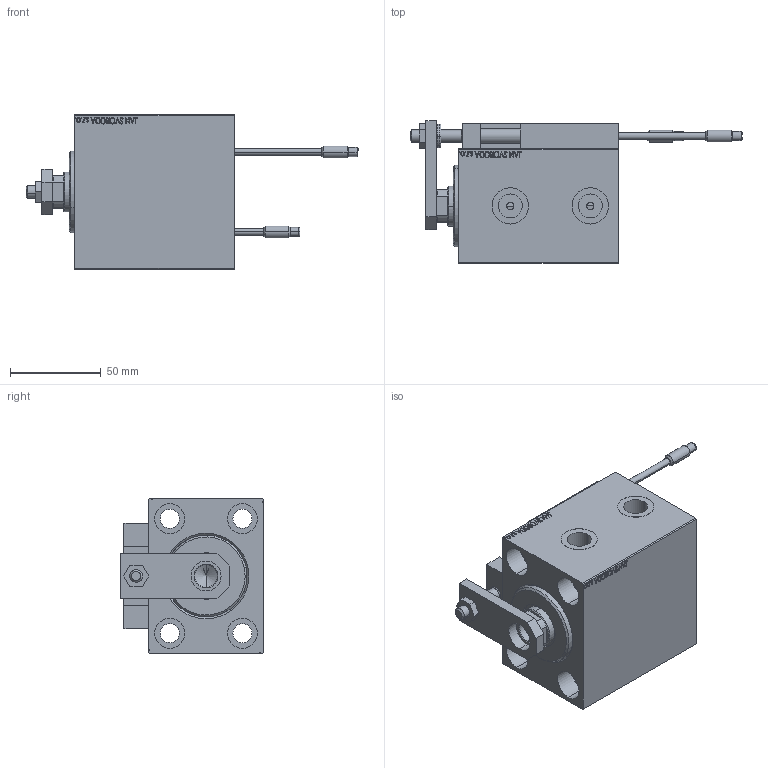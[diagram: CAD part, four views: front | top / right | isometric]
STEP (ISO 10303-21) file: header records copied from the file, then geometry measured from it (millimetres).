
FILE_DESCRIPTION (( 'STEP AP203' ), '1' );
FILE_NAME ('21f2.STEP', '2024-07-12T08:36:45', ( '' ), ( '' ), 'SwSTEP 2.0', 'SolidWorks 2019', '' );
FILE_SCHEMA (( 'CONFIG_CONTROL_DESIGN' ));
Length unit declared in the file: millimetre
Products named in the file (15): ALLEN BOLT D5 6c90a71a28fc78bbb4e99ad761b87f0b; V450CM_C_VCP 6c90a71a28fc78bbb4e99ad761b87f0b; Block 6c90a71a28fc78bbb4e99ad761b87f0b; SWITCH DIM B,W 6c90a71a28fc78bbb4e99ad761b87f0b; V450CM_VC_B 6c90a71a28fc78bbb4e99ad761b87f0b; SWITCH X 6c90a71a28fc78bbb4e99ad761b87f0b; SWITCH_X_FRONT_BACK 6c90a71a28fc78bbb4e99ad761b87f0b; NUT_D12 6c90a71a28fc78bbb4e99ad761b87f0b; ZARAZKA 6c90a71a28fc78bbb4e99ad761b87f0b; ALLEN BOLT D8 6c90a71a28fc78bbb4e99ad761b87f0b; V450CM_C_Body 6c90a71a28fc78bbb4e99ad761b87f0b; KONCOVKA_Y 6c90a71a28fc78bbb4e99ad761b87f0b; TYC_L79 6c90a71a28fc78bbb4e99ad761b87f0b; MAGNET 6c90a71a28fc78bbb4e99ad761b87f0b; 21f2
Assembly tree (24 placements, depth 3):
  21f2
    V450CM_C_Body 6c90a71a28fc78bbb4e99ad761b87f0b
    SWITCH X 6c90a71a28fc78bbb4e99ad761b87f0b
      SWITCH_X_FRONT_BACK 6c90a71a28fc78bbb4e99ad761b87f0b  x2
      TYC_L79 6c90a71a28fc78bbb4e99ad761b87f0b
      Block 6c90a71a28fc78bbb4e99ad761b87f0b  x2
      ALLEN BOLT D5 6c90a71a28fc78bbb4e99ad761b87f0b  x4
      ALLEN BOLT D8 6c90a71a28fc78bbb4e99ad761b87f0b  x4
      MAGNET 6c90a71a28fc78bbb4e99ad761b87f0b  x2
      KONCOVKA_Y 6c90a71a28fc78bbb4e99ad761b87f0b  x2
    NUT_D12 6c90a71a28fc78bbb4e99ad761b87f0b
    SWITCH DIM B,W 6c90a71a28fc78bbb4e99ad761b87f0b
    ZARAZKA 6c90a71a28fc78bbb4e99ad761b87f0b
    V450CM_C_VCP 6c90a71a28fc78bbb4e99ad761b87f0b
    V450CM_VC_B 6c90a71a28fc78bbb4e99ad761b87f0b
Bounding box: 182.7 x 78.5 x 85 mm (x, y, z)
Volume: 458463.1 mm3; surface area: 102665.5 mm2
Topology: 23 solids, 23 shells, 1304 faces, 3114 edges, 1987 vertices
Faces by surface type: plane 562, bspline 380, cylinder 196, cone 114, torus 48, sphere 4
Entity records: 50579 total; most frequent: CARTESIAN_POINT 26065, ORIENTED_EDGE 5204, DIRECTION 3518, EDGE_CURVE 2602, VERTEX_POINT 1699, LINE 1494, VECTOR 1494, EDGE_LOOP 1205
